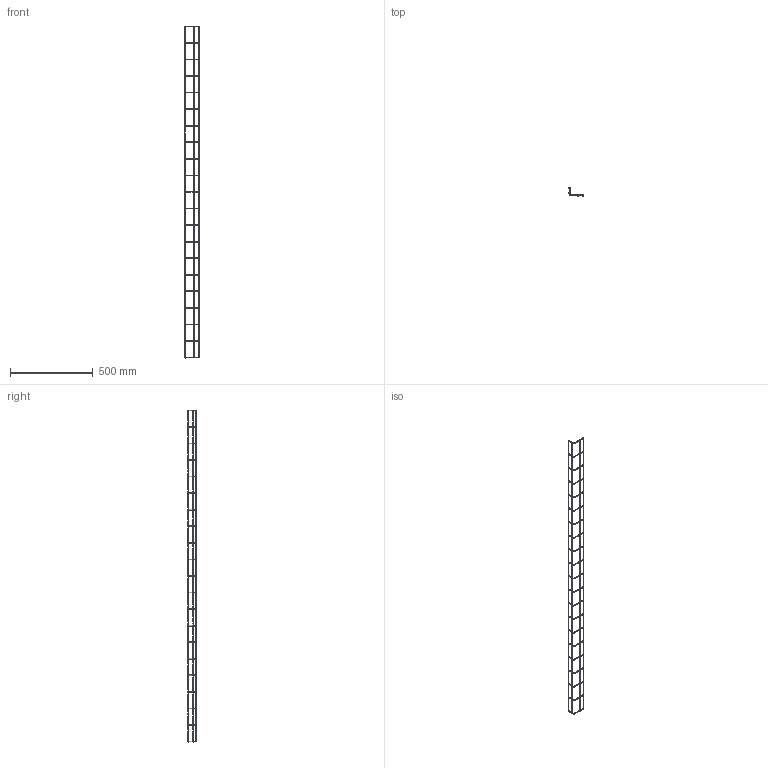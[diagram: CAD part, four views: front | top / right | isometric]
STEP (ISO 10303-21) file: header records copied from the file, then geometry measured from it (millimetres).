
FILE_DESCRIPTION(/* description */ (''),/* implementation_level */ '2;1');
FILE_NAME(/* name */ '6003818',/* time_stamp */ '2016-03-24T13:39:14+01:00',/* author */ (''),/* organization */ (''),/* preprocessor_version */ 'ST-DEVELOPER v15',/* originating_system */ '',/* authorisation */ '');
FILE_SCHEMA (('CONFIG_CONTROL_DESIGN'));
Length unit declared in the file: millimetre
Products named in the file (1): Document
Bounding box: 87.3 x 50.29 x 2004.7 mm (x, y, z)
Volume: 160919.8 mm3; surface area: 145840.1 mm2
Topology: 1 solids, 1 shells, 226 faces, 738 edges, 478 vertices
Faces by surface type: bspline 176, plane 50
Entity records: 21806 total; most frequent: CARTESIAN_POINT 17682, ORIENTED_EDGE 1476, EDGE_CURVE 738, VERTEX_POINT 478, B_SPLINE_CURVE_WITH_KNOTS 344, EDGE_LOOP 310, ADVANCED_FACE 226, FACE_OUTER_BOUND 226
